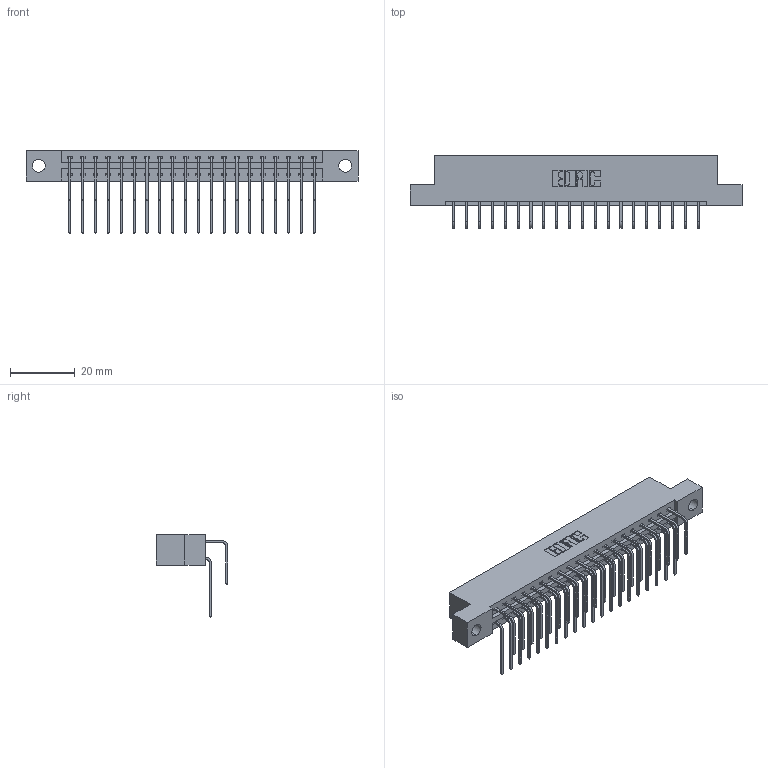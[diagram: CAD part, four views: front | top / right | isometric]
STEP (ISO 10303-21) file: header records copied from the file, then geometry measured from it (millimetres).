
FILE_DESCRIPTION (( 'STEP AP203' ), '1' );
FILE_NAME ('387-040-558-204.STEP', '2018-09-19T17:07:05', ( '' ), ( '' ), 'SwSTEP 2.0', 'SolidWorks 2016', '' );
FILE_SCHEMA (( 'CONFIG_CONTROL_DESIGN' ));
Length unit declared in the file: inch
Products named in the file (4): 337 Part_Flush Mounting Lugs - 0.156 Dia-TH; 345-292-001_558 559 Tail - 1; 345-292-001_558 Tail - 2; 387-040-558-204
Assembly tree (41 placements, depth 2):
  387-040-558-204
    337 Part_Flush Mounting Lugs - 0.156 Dia-TH
    345-292-001_558 559 Tail - 1  x20
    345-292-001_558 Tail - 2  x20
Bounding box: 102.26 x 22.17 x 25.53 mm (x, y, z)
Volume: 10627.1 mm3; surface area: 12756.3 mm2
Topology: 41 solids, 41 shells, 2354 faces, 6991 edges, 4606 vertices
Faces by surface type: plane 1670, cylinder 684
Entity records: 20139 total; most frequent: CARTESIAN_POINT 3457, ORIENTED_EDGE 3342, DIRECTION 2963, EDGE_CURVE 1671, VECTOR 1503, LINE 1503, VERTEX_POINT 1110, AXIS2_PLACEMENT_3D 730
